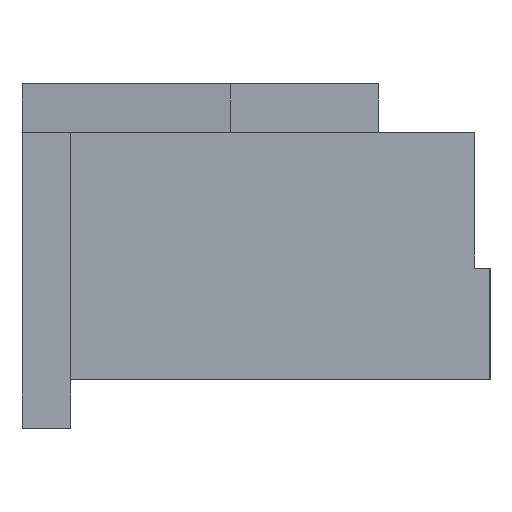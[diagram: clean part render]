
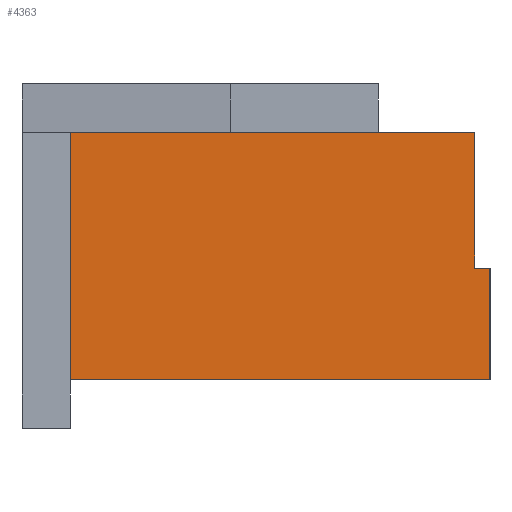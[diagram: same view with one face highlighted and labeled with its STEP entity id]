
A CAD part, left-side view. The second image highlights one B-rep face of the part: STEP entity #4363.
In plain terms, the highlighted planar face has unit normal (-1, 0, 0).
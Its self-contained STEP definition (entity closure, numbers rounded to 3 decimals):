
#13 = DIRECTION ( 'NONE',  ( 0., -1., 0. ) ) ;
#249 = CARTESIAN_POINT ( 'NONE',  ( -9.1, 3.075, 0.8 ) ) ;
#261 = DIRECTION ( 'NONE',  ( 0., 1., 0. ) ) ;
#262 = VECTOR ( 'NONE', #261, 1000. ) ;
#263 = CARTESIAN_POINT ( 'NONE',  ( -9.1, -3.875, 0.8 ) ) ;
#264 = LINE ( 'NONE', #263, #262 ) ;
#414 = DIRECTION ( 'NONE',  ( 0., 0., -1. ) ) ;
#415 = VECTOR ( 'NONE', #414, 1000. ) ;
#416 = CARTESIAN_POINT ( 'NONE',  ( -9.1, -3.875, 2.65 ) ) ;
#417 = LINE ( 'NONE', #416, #415 ) ;
#426 = CARTESIAN_POINT ( 'NONE',  ( -9.1, -3.875, 0.8 ) ) ;
#947 = DIRECTION ( 'NONE',  ( 0., 0., -1. ) ) ;
#948 = VECTOR ( 'NONE', #947, 1000. ) ;
#949 = CARTESIAN_POINT ( 'NONE',  ( -9.1, 3.075, 4.9 ) ) ;
#950 = LINE ( 'NONE', #949, #948 ) ;
#1059 = VERTEX_POINT ( 'NONE', #4520 ) ;
#1115 = VERTEX_POINT ( 'NONE', #4568 ) ;
#1116 = EDGE_CURVE ( 'NONE', #1059, #1115, #4567, .T. ) ;
#1294 = EDGE_CURVE ( 'NONE', #1402, #1302, #264, .T. ) ;
#1302 = VERTEX_POINT ( 'NONE', #249 ) ;
#1402 = VERTEX_POINT ( 'NONE', #426 ) ;
#1406 = EDGE_CURVE ( 'NONE', #2276, #1402, #417, .T. ) ;
#1705 = EDGE_CURVE ( 'NONE', #1059, #1302, #950, .T. ) ;
#2237 = EDGE_CURVE ( 'NONE', #1115, #2238, #3238, .T. ) ;
#2238 = VERTEX_POINT ( 'NONE', #3300 ) ;
#2276 = VERTEX_POINT ( 'NONE', #3301 ) ;
#2348 = EDGE_CURVE ( 'NONE', #2238, #2276, #3450, .T. ) ;
#3235 = DIRECTION ( 'NONE',  ( 0., 0., -1. ) ) ;
#3236 = VECTOR ( 'NONE', #3235, 1000. ) ;
#3237 = CARTESIAN_POINT ( 'NONE',  ( -9.1, -3.625, 4.9 ) ) ;
#3238 = LINE ( 'NONE', #3237, #3236 ) ;
#3300 = CARTESIAN_POINT ( 'NONE',  ( -9.1, -3.625, 2.65 ) ) ;
#3301 = CARTESIAN_POINT ( 'NONE',  ( -9.1, -3.875, 2.65 ) ) ;
#3447 = DIRECTION ( 'NONE',  ( 0., -1., 0. ) ) ;
#3448 = VECTOR ( 'NONE', #3447, 1000. ) ;
#3449 = CARTESIAN_POINT ( 'NONE',  ( -9.1, -3.625, 2.65 ) ) ;
#3450 = LINE ( 'NONE', #3449, #3448 ) ;
#4059 = DIRECTION ( 'NONE',  ( 0., 0., -1. ) ) ;
#4060 = DIRECTION ( 'NONE',  ( 1., 0., 0. ) ) ;
#4061 = CARTESIAN_POINT ( 'NONE',  ( -9.1, -3.625, 4.9 ) ) ;
#4062 = AXIS2_PLACEMENT_3D ( 'NONE', #4061, #4060, #4059 ) ;
#4063 = PLANE ( 'NONE',  #4062 ) ;
#4064 = FACE_OUTER_BOUND ( 'NONE', #4356, .T. ) ;
#4356 = EDGE_LOOP ( 'NONE', ( #4364, #4375, #4376, #4377, #4378, #4358 ) ) ;
#4358 = ORIENTED_EDGE ( 'NONE', *, *, #2237, .F. ) ;
#4363 = ADVANCED_FACE ( 'NONE', ( #4064 ), #4063, .F. ) ;
#4364 = ORIENTED_EDGE ( 'NONE', *, *, #1116, .F. ) ;
#4375 = ORIENTED_EDGE ( 'NONE', *, *, #1705, .T. ) ;
#4376 = ORIENTED_EDGE ( 'NONE', *, *, #1294, .F. ) ;
#4377 = ORIENTED_EDGE ( 'NONE', *, *, #1406, .F. ) ;
#4378 = ORIENTED_EDGE ( 'NONE', *, *, #2348, .F. ) ;
#4520 = CARTESIAN_POINT ( 'NONE',  ( -9.1, 3.075, 4.9 ) ) ;
#4565 = VECTOR ( 'NONE', #13, 1000. ) ;
#4566 = CARTESIAN_POINT ( 'NONE',  ( -9.1, 3.875, 4.9 ) ) ;
#4567 = LINE ( 'NONE', #4566, #4565 ) ;
#4568 = CARTESIAN_POINT ( 'NONE',  ( -9.1, -3.625, 4.9 ) ) ;
